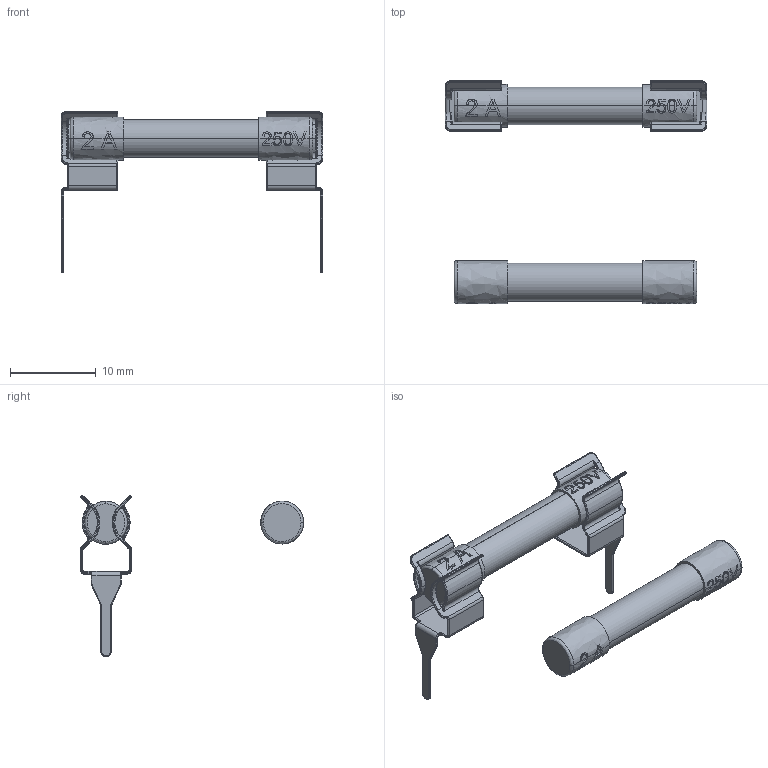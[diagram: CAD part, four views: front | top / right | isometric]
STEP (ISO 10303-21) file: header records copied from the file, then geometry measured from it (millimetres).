
FILE_DESCRIPTION(/* description */ (''),/* implementation_level */ '2;1');
FILE_NAME(/* name */ '2AFUSE~1',/* time_stamp */ '2015-09-18T09:30:30+02:00',/* author */ (''),/* organization */ (''),/* preprocessor_version */ 'ST-DEVELOPER v14',/* originating_system */ '',/* authorisation */ '');
FILE_SCHEMA (('CONFIG_CONTROL_DESIGN'));
Length unit declared in the file: millimetre
Products named in the file (1): Document
Bounding box: 30.45 x 26 x 18.8 mm (x, y, z)
Volume: 60.8 mm3; surface area: 2673.7 mm2
Topology: 4 solids, 14 shells, 738 faces, 1896 edges, 1132 vertices
Faces by surface type: bspline 628, plane 110
Entity records: 35918 total; most frequent: CARTESIAN_POINT 25639, ORIENTED_EDGE 3576, EDGE_CURVE 1896, VERTEX_POINT 1132, B_SPLINE_CURVE_WITH_KNOTS 918, EDGE_LOOP 746, ADVANCED_FACE 738, FACE_OUTER_BOUND 738
